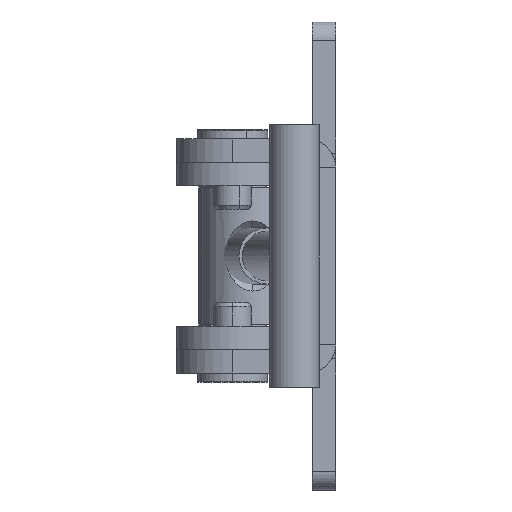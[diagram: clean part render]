
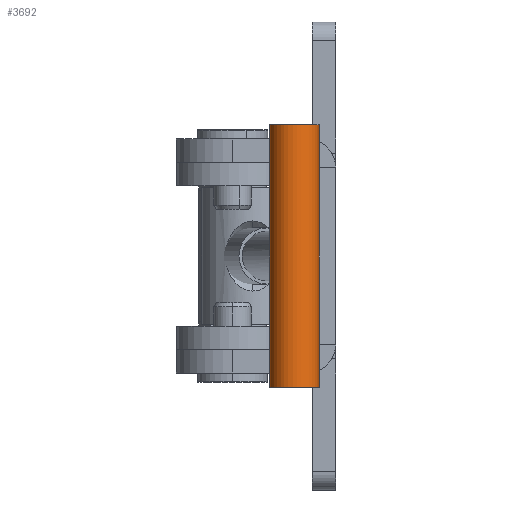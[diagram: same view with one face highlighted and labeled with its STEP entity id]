
A CAD part, left-side view. The second image highlights one B-rep face of the part: STEP entity #3692.
In plain terms, the highlighted cylindrical face has radius 2.64 mm (diameter 5.28 mm), a partial arc.
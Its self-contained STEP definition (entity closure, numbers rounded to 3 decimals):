
#5 = ORIENTED_EDGE ( 'NONE', *, *, #3562, .T. ) ;
#9 = CARTESIAN_POINT ( 'NONE',  ( 2.64, 65., -14. ) ) ;
#60 = FACE_OUTER_BOUND ( 'NONE', #1613, .T. ) ;
#67 = ORIENTED_EDGE ( 'NONE', *, *, #4240, .T. ) ;
#150 = DIRECTION ( 'NONE',  ( 0., 0., -1. ) ) ;
#428 = LINE ( 'NONE', #3822, #3502 ) ;
#444 = CIRCLE ( 'NONE', #863, 2.64 ) ;
#578 = DIRECTION ( 'NONE',  ( 0., 0., -1. ) ) ;
#606 = CARTESIAN_POINT ( 'NONE',  ( -2.64, 65., 14. ) ) ;
#665 = VECTOR ( 'NONE', #1896, 1000. ) ;
#786 = LINE ( 'NONE', #1981, #665 ) ;
#863 = AXIS2_PLACEMENT_3D ( 'NONE', #1832, #2036, #2252 ) ;
#948 = EDGE_CURVE ( 'NONE', #3056, #3709, #428, .T. ) ;
#1096 = AXIS2_PLACEMENT_3D ( 'NONE', #3923, #3919, #3043 ) ;
#1098 = ORIENTED_EDGE ( 'NONE', *, *, #948, .F. ) ;
#1106 = VERTEX_POINT ( 'NONE', #4229 ) ;
#1155 = AXIS2_PLACEMENT_3D ( 'NONE', #1238, #150, #1529 ) ;
#1213 = DIRECTION ( 'NONE',  ( 0., 0., -1. ) ) ;
#1238 = CARTESIAN_POINT ( 'NONE',  ( 0., 65., 14. ) ) ;
#1412 = CIRCLE ( 'NONE', #1096, 2.64 ) ;
#1529 = DIRECTION ( 'NONE',  ( -1., 0., 0. ) ) ;
#1538 = VERTEX_POINT ( 'NONE', #9 ) ;
#1545 = CARTESIAN_POINT ( 'NONE',  ( -2.64, 65., 0. ) ) ;
#1613 = EDGE_LOOP ( 'NONE', ( #2744, #5, #67, #3906, #2685, #1098 ) ) ;
#1620 = CARTESIAN_POINT ( 'NONE',  ( 2.64, 65., 0. ) ) ;
#1832 = CARTESIAN_POINT ( 'NONE',  ( 0., 65., -14. ) ) ;
#1896 = DIRECTION ( 'NONE',  ( 0., 0., -1. ) ) ;
#1981 = CARTESIAN_POINT ( 'NONE',  ( 2.64, 65., 14. ) ) ;
#2015 = CARTESIAN_POINT ( 'NONE',  ( 2.64, 65., 14. ) ) ;
#2016 = VECTOR ( 'NONE', #1213, 1000. ) ;
#2033 = LINE ( 'NONE', #2508, #2533 ) ;
#2036 = DIRECTION ( 'NONE',  ( 0., 0., 1. ) ) ;
#2083 = EDGE_CURVE ( 'NONE', #1538, #1106, #444, .T. ) ;
#2166 = LINE ( 'NONE', #2015, #2016 ) ;
#2252 = DIRECTION ( 'NONE',  ( 1., 0., 0. ) ) ;
#2508 = CARTESIAN_POINT ( 'NONE',  ( -2.64, 65., 14. ) ) ;
#2533 = VECTOR ( 'NONE', #578, 1000. ) ;
#2582 = VERTEX_POINT ( 'NONE', #2935 ) ;
#2685 = ORIENTED_EDGE ( 'NONE', *, *, #2815, .F. ) ;
#2744 = ORIENTED_EDGE ( 'NONE', *, *, #3434, .F. ) ;
#2815 = EDGE_CURVE ( 'NONE', #3709, #1106, #2033, .T. ) ;
#2935 = CARTESIAN_POINT ( 'NONE',  ( 2.64, 65., 14. ) ) ;
#3043 = DIRECTION ( 'NONE',  ( 1., 0., 0. ) ) ;
#3056 = VERTEX_POINT ( 'NONE', #606 ) ;
#3434 = EDGE_CURVE ( 'NONE', #2582, #3056, #1412, .T. ) ;
#3451 = VERTEX_POINT ( 'NONE', #1620 ) ;
#3502 = VECTOR ( 'NONE', #3839, 1000. ) ;
#3562 = EDGE_CURVE ( 'NONE', #2582, #3451, #2166, .T. ) ;
#3692 = ADVANCED_FACE ( 'NONE', ( #60 ), #4162, .T. ) ;
#3709 = VERTEX_POINT ( 'NONE', #1545 ) ;
#3822 = CARTESIAN_POINT ( 'NONE',  ( -2.64, 65., 14. ) ) ;
#3839 = DIRECTION ( 'NONE',  ( 0., 0., -1. ) ) ;
#3906 = ORIENTED_EDGE ( 'NONE', *, *, #2083, .T. ) ;
#3919 = DIRECTION ( 'NONE',  ( 0., 0., 1. ) ) ;
#3923 = CARTESIAN_POINT ( 'NONE',  ( 0., 65., 14. ) ) ;
#4162 = CYLINDRICAL_SURFACE ( 'NONE', #1155, 2.64 ) ;
#4229 = CARTESIAN_POINT ( 'NONE',  ( -2.64, 65., -14. ) ) ;
#4240 = EDGE_CURVE ( 'NONE', #3451, #1538, #786, .T. ) ;
